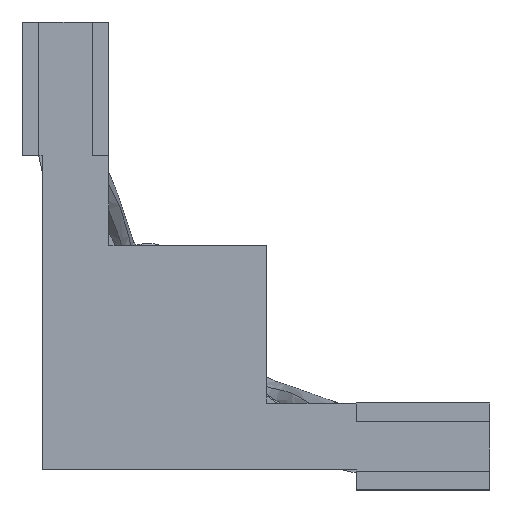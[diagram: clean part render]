
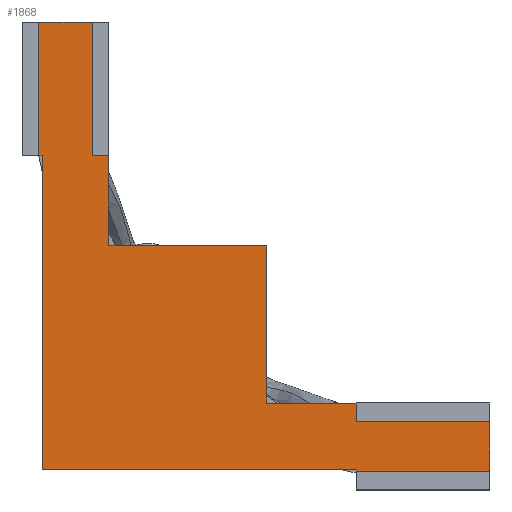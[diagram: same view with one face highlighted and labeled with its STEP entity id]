
A CAD part, top view. The second image highlights one B-rep face of the part: STEP entity #1868.
In plain terms, the highlighted planar face has unit normal (0, 0, 1).
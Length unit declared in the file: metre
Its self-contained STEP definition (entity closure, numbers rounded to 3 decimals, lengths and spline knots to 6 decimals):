
#97=LINE('',#2341,#191);
#104=LINE('',#2356,#198);
#112=LINE('',#2374,#206);
#121=LINE('',#2392,#215);
#124=LINE('',#2398,#218);
#131=LINE('',#2411,#225);
#141=LINE('',#2487,#235);
#142=LINE('',#2489,#236);
#143=LINE('',#2490,#237);
#144=LINE('',#2492,#238);
#145=LINE('',#2494,#239);
#146=LINE('',#2495,#240);
#147=LINE('',#2496,#241);
#148=LINE('',#2497,#242);
#149=LINE('',#2499,#243);
#150=LINE('',#2500,#244);
#191=VECTOR('',#2056,1.);
#198=VECTOR('',#2067,1.);
#206=VECTOR('',#2077,1.);
#215=VECTOR('',#2090,1.);
#218=VECTOR('',#2095,1.);
#225=VECTOR('',#2104,1.);
#235=VECTOR('',#2118,1.);
#236=VECTOR('',#2121,1.);
#237=VECTOR('',#2122,1.);
#238=VECTOR('',#2123,1.);
#239=VECTOR('',#2124,1.);
#240=VECTOR('',#2125,1.);
#241=VECTOR('',#2126,1.);
#242=VECTOR('',#2127,1.);
#243=VECTOR('',#2128,1.);
#244=VECTOR('',#2129,1.);
#364=ORIENTED_EDGE('',*,*,#937,.T.);
#365=ORIENTED_EDGE('',*,*,#955,.T.);
#366=ORIENTED_EDGE('',*,*,#903,.T.);
#367=ORIENTED_EDGE('',*,*,#954,.T.);
#368=ORIENTED_EDGE('',*,*,#956,.T.);
#369=ORIENTED_EDGE('',*,*,#957,.T.);
#370=ORIENTED_EDGE('',*,*,#958,.T.);
#371=ORIENTED_EDGE('',*,*,#927,.F.);
#372=ORIENTED_EDGE('',*,*,#959,.F.);
#373=ORIENTED_EDGE('',*,*,#930,.T.);
#374=ORIENTED_EDGE('',*,*,#960,.T.);
#375=ORIENTED_EDGE('',*,*,#918,.F.);
#376=ORIENTED_EDGE('',*,*,#961,.F.);
#377=ORIENTED_EDGE('',*,*,#962,.F.);
#378=ORIENTED_EDGE('',*,*,#910,.T.);
#379=ORIENTED_EDGE('',*,*,#963,.F.);
#903=EDGE_CURVE('',#1204,#1205,#97,.T.);
#910=EDGE_CURVE('',#1210,#1211,#104,.T.);
#918=EDGE_CURVE('',#1218,#1219,#112,.T.);
#927=EDGE_CURVE('',#1224,#1226,#121,.T.);
#930=EDGE_CURVE('',#1228,#1229,#124,.T.);
#937=EDGE_CURVE('',#1233,#1232,#131,.T.);
#954=EDGE_CURVE('',#1205,#1246,#141,.T.);
#955=EDGE_CURVE('',#1232,#1204,#142,.T.);
#956=EDGE_CURVE('',#1246,#1247,#143,.T.);
#957=EDGE_CURVE('',#1247,#1248,#144,.T.);
#958=EDGE_CURVE('',#1248,#1226,#145,.T.);
#959=EDGE_CURVE('',#1228,#1224,#146,.T.);
#960=EDGE_CURVE('',#1229,#1219,#147,.T.);
#961=EDGE_CURVE('',#1249,#1218,#148,.T.);
#962=EDGE_CURVE('',#1210,#1249,#149,.T.);
#963=EDGE_CURVE('',#1233,#1211,#150,.T.);
#1204=VERTEX_POINT('',#2342);
#1205=VERTEX_POINT('',#2343);
#1210=VERTEX_POINT('',#2357);
#1211=VERTEX_POINT('',#2358);
#1218=VERTEX_POINT('',#2373);
#1219=VERTEX_POINT('',#2375);
#1224=VERTEX_POINT('',#2390);
#1226=VERTEX_POINT('',#2393);
#1228=VERTEX_POINT('',#2399);
#1229=VERTEX_POINT('',#2400);
#1232=VERTEX_POINT('',#2410);
#1233=VERTEX_POINT('',#2412);
#1246=VERTEX_POINT('',#2486);
#1247=VERTEX_POINT('',#2491);
#1248=VERTEX_POINT('',#2493);
#1249=VERTEX_POINT('',#2498);
#1582=EDGE_LOOP('',(#364,#365,#366,#367,#368,#369,#370,#371,#372,#373,#374,
#375,#376,#377,#378,#379));
#1702=FACE_BOUND('',#1582,.T.);
#1822=PLANE('',#2001);
#1868=ADVANCED_FACE('',(#1702),#1822,.F.);
#2001=AXIS2_PLACEMENT_3D('',#2488,#2119,#2120);
#2056=DIRECTION('',(0.,1.,0.));
#2067=DIRECTION('',(0.,-1.,0.));
#2077=DIRECTION('',(-1.,0.,0.));
#2090=DIRECTION('',(1.,0.,0.));
#2095=DIRECTION('',(-1.,0.,0.));
#2104=DIRECTION('',(0.,1.,0.));
#2118=DIRECTION('',(-1.,0.,0.));
#2119=DIRECTION('',(0.,0.,-1.));
#2120=DIRECTION('',(0.,-1.,0.));
#2121=DIRECTION('',(-1.,0.,0.));
#2122=DIRECTION('',(0.,1.,0.));
#2123=DIRECTION('',(-1.,0.,0.));
#2124=DIRECTION('',(0.,1.,0.));
#2125=DIRECTION('',(0.,-1.,0.));
#2126=DIRECTION('',(0.,-1.,0.));
#2127=DIRECTION('',(0.,1.,0.));
#2128=DIRECTION('',(-1.,0.,0.));
#2129=DIRECTION('',(-1.,0.,0.));
#2341=CARTESIAN_POINT('',(0.018979,-0.019,0.));
#2342=CARTESIAN_POINT('',(0.018979,-0.0203,0.));
#2343=CARTESIAN_POINT('',(0.018979,-0.0175,0.));
#2356=CARTESIAN_POINT('',(0.018979,-0.024,0.));
#2357=CARTESIAN_POINT('',(0.018979,-0.0275,0.));
#2358=CARTESIAN_POINT('',(0.018979,-0.0277,0.));
#2373=CARTESIAN_POINT('',(-0.028,0.019479,0.));
#2374=CARTESIAN_POINT('',(-0.0245,0.019479,0.));
#2375=CARTESIAN_POINT('',(-0.0285,0.019479,0.));
#2390=CARTESIAN_POINT('',(-0.0205,0.019479,0.));
#2392=CARTESIAN_POINT('',(-0.0195,0.019479,0.));
#2393=CARTESIAN_POINT('',(-0.018,0.019479,0.));
#2398=CARTESIAN_POINT('',(-0.0295,0.039479,0.));
#2399=CARTESIAN_POINT('',(-0.0205,0.039479,0.));
#2400=CARTESIAN_POINT('',(-0.0285,0.039479,0.));
#2410=CARTESIAN_POINT('',(0.038979,-0.0203,0.));
#2411=CARTESIAN_POINT('',(0.038979,-0.024,0.));
#2412=CARTESIAN_POINT('',(0.038979,-0.0277,0.));
#2486=CARTESIAN_POINT('',(0.005607,-0.0175,0.));
#2487=CARTESIAN_POINT('',(0.003989,-0.0175,0.));
#2488=CARTESIAN_POINT('',(0.003989,0.004489,0.));
#2489=CARTESIAN_POINT('',(0.028979,-0.0203,0.));
#2490=CARTESIAN_POINT('',(0.005607,0.004489,0.));
#2491=CARTESIAN_POINT('',(0.005607,0.006107,0.));
#2492=CARTESIAN_POINT('',(0.003989,0.006107,0.));
#2493=CARTESIAN_POINT('',(-0.018,0.006107,0.));
#2494=CARTESIAN_POINT('',(-0.018,0.004489,0.));
#2495=CARTESIAN_POINT('',(-0.0205,0.029479,0.));
#2496=CARTESIAN_POINT('',(-0.0285,0.029479,0.));
#2497=CARTESIAN_POINT('',(-0.028,-0.004011,0.));
#2498=CARTESIAN_POINT('',(-0.028,-0.0275,0.));
#2499=CARTESIAN_POINT('',(-0.004511,-0.0275,0.));
#2500=CARTESIAN_POINT('',(0.028979,-0.0277,0.));
